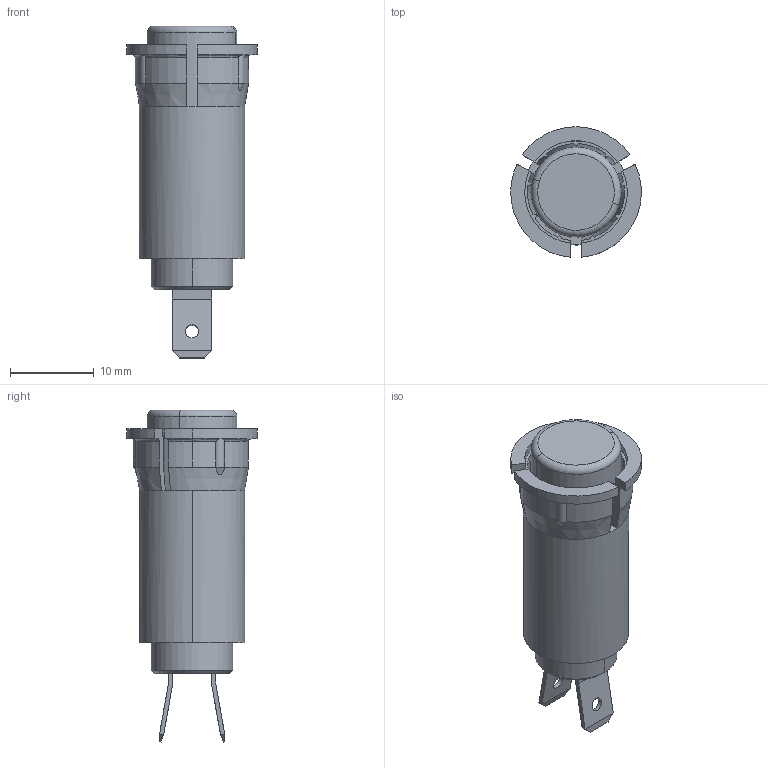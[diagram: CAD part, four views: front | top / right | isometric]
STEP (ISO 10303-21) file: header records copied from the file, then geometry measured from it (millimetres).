
FILE_DESCRIPTION (( 'STEP AP214' ), '1' );
FILE_NAME ('32-23T.STEP', '2019-05-14T20:58:47', ( 'user' ), ( 'Microsoft' ), 'SwSTEP 2.0', 'SolidWorks 2018', '' );
FILE_SCHEMA (( 'AUTOMOTIVE_DESIGN' ));
Length unit declared in the file: foot
Products named in the file (5): 890008XX0X_Lens; 98004XXXXX_98001XXXXX_Base_9800480208; 7800301000 Terminal .187 W_.187 wide; 91000902xx; 32-23T
Assembly tree (5 placements, depth 2):
  32-23T
    91000902xx
    7800301000 Terminal .187 W_.187 wide  x2
    98004XXXXX_98001XXXXX_Base_9800480208
    890008XX0X_Lens
Bounding box: 15.61 x 15.6 x 39.66 mm (x, y, z)
Volume: 1863.6 mm3; surface area: 3777.2 mm2
Topology: 5 solids, 5 shells, 240 faces, 603 edges, 375 vertices
Faces by surface type: plane 105, cylinder 78, torus 22, bspline 21, cone 12, sphere 2
Entity records: 6948 total; most frequent: CARTESIAN_POINT 1542, DIRECTION 1109, ORIENTED_EDGE 1086, EDGE_CURVE 543, AXIS2_PLACEMENT_3D 412, VERTEX_POINT 337, VECTOR 285, LINE 285
